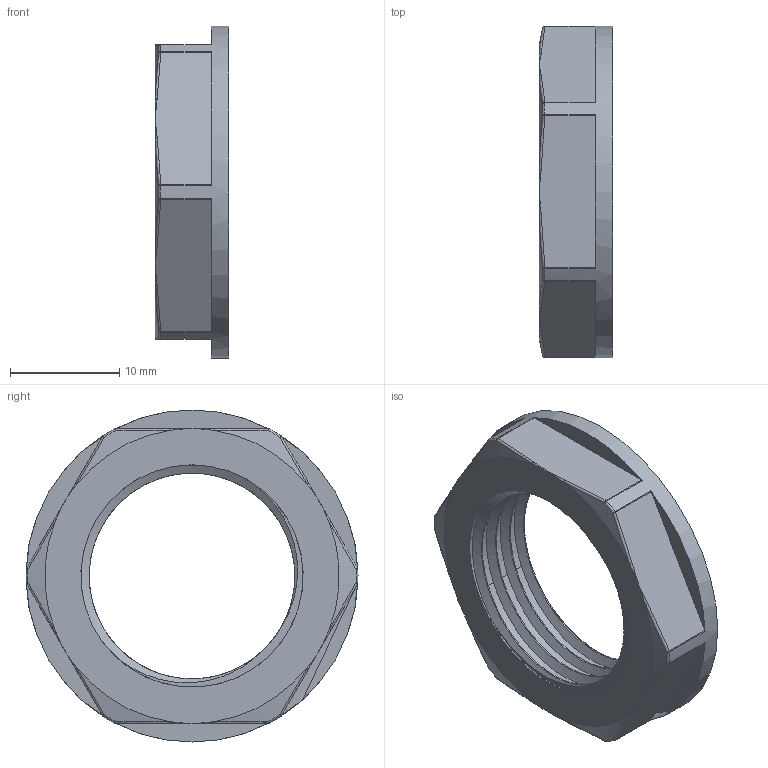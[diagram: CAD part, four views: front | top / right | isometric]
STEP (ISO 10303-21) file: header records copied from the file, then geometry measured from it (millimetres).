
FILE_DESCRIPTION(/* description */ ('Gegenmutter mit Bund NPT 1/2"'),/* implementation_level */ '2;1');
FILE_NAME(/* name */ '11096012-RST.stp',/* time_stamp */ '2020-04-16T10:00:50+02:00',/* author */ ('sl'),/* organization */ (''),/* preprocessor_version */ 'ST-DEVELOPER v16.5',/* originating_system */ 'Autodesk Inventor 2017',/* authorisation */ '');
FILE_SCHEMA (('AUTOMOTIVE_DESIGN { 1 0 10303 214 3 1 1 }'));
Length unit declared in the file: millimetre
Products named in the file (1): 11096012
Bounding box: 6.77 x 30.43 x 30.43 mm (x, y, z)
Volume: 2295.4 mm3; surface area: 2062.5 mm2
Topology: 1 solids, 1 shells, 85 faces, 205 edges, 111 vertices
Faces by surface type: bspline 26, cylinder 19, plane 16, sphere 12, torus 6, cone 6
Full cylindrical faces by diameter (mm): 20.382 x4, 21.95 x1, 30.43 x1
Entity records: 3524 total; most frequent: CARTESIAN_POINT 1793, ORIENTED_EDGE 356, DIRECTION 352, EDGE_CURVE 178, AXIS2_PLACEMENT_3D 161, CIRCLE 104, VERTEX_POINT 102, EDGE_LOOP 88
